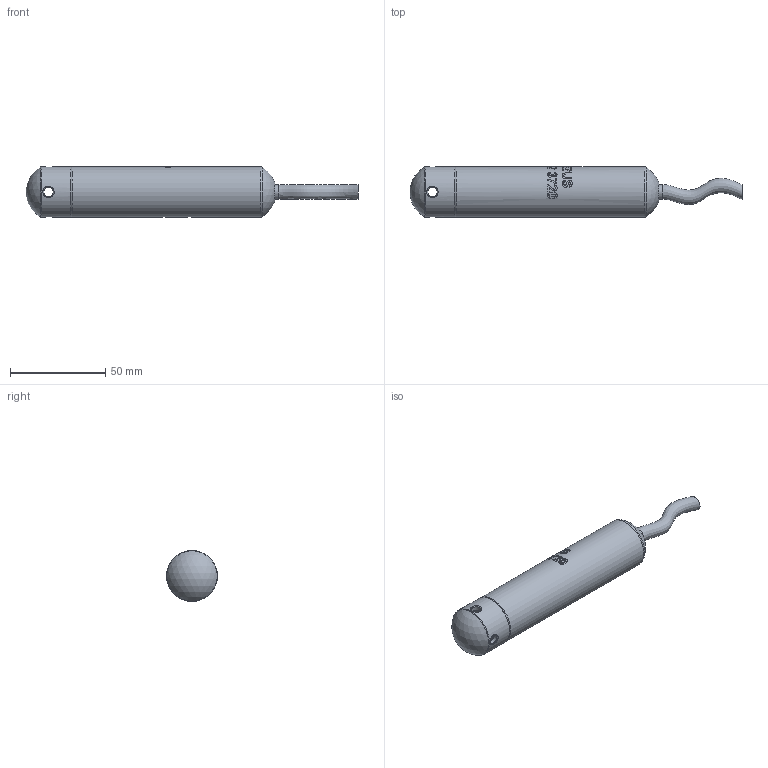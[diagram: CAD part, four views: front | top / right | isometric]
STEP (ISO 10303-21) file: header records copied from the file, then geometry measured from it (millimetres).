
FILE_DESCRIPTION(/* description */ (''),/* implementation_level */ '2;1');
FILE_NAME(/* name */ 'ALZ3720_longer.step',/* time_stamp */ '2021-07-23T10:33:12+03:00',/* author */ (''),/* organization */ (''),/* preprocessor_version */ 'ST-DEVELOPER v18.1',/* originating_system */ 'Autodesk Translation Framework v10.9.0.1377',/* authorisation */ '');
FILE_SCHEMA (('AUTOMOTIVE_DESIGN { 1 0 10303 214 3 1 1 }'));
Length unit declared in the file: millimetre
Products named in the file (3): АЛЗ 3720 (3721) - filled; ALZ 3720 long; Cover (1)
Assembly tree (2 placements, depth 2):
  АЛЗ 3720 (3721) - filled
    ALZ 3720 long
    Cover (1)
Bounding box: 174.2 x 26.7 x 26.7 mm (x, y, z)
Volume: 67369.4 mm3; surface area: 15453.3 mm2
Topology: 3 solids, 4 shells, 296 faces, 791 edges, 527 vertices
Faces by surface type: bspline 217, cylinder 34, plane 28, torus 12, cone 3, sphere 2
Full cylindrical faces by diameter (mm): 7.6 x2, 18.5 x2, 21.6 x1, 25.25 x1, 25.45 x1, 25.65 x2, 26.5 x1, 26.7 x1
Entity records: 13772 total; most frequent: CARTESIAN_POINT 7718, ORIENTED_EDGE 1582, EDGE_CURVE 791, DIRECTION 590, VERTEX_POINT 527, B_SPLINE_CURVE_WITH_KNOTS 446, EDGE_LOOP 330, FACE_OUTER_BOUND 296
